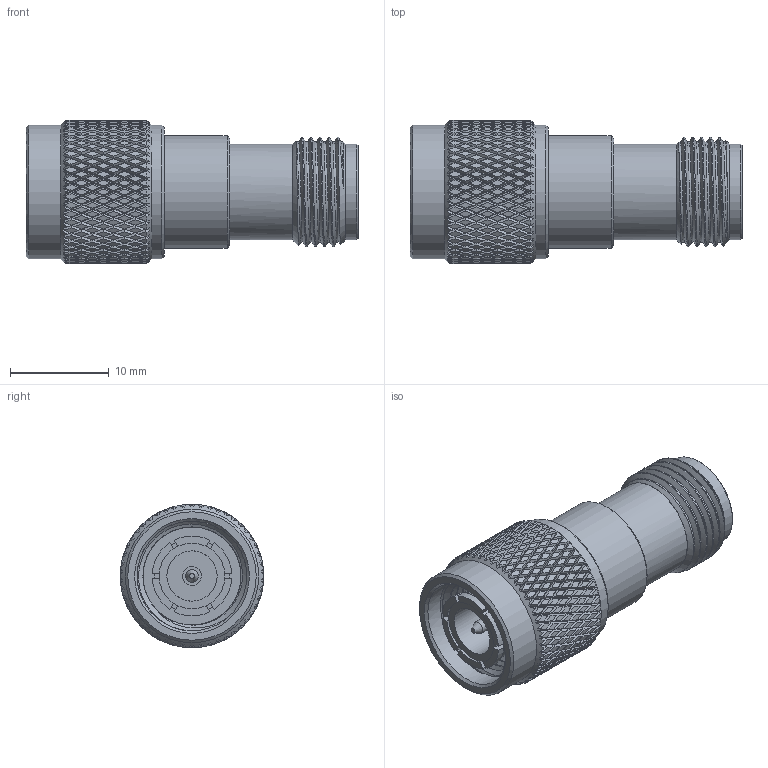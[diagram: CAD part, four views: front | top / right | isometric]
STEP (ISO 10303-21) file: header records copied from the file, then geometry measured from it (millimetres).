
FILE_DESCRIPTION (( 'STEP AP203' ), '1' );
FILE_NAME ('SM4463_3D.step', '2020-10-16T18:25:11', ( '' ), ( '' ), 'SwSTEP 2.0', 'SolidWorks 2018', '' );
FILE_SCHEMA (( 'CONFIG_CONTROL_DESIGN' ));
Products named in the file (1): SM4463_3D
Bounding box: 33.6 x 14.5 x 14.5 mm (x, y, z)
Volume: 2997.3 mm3; surface area: 2925.2 mm2
Topology: 1 solids, 1 shells, 2386 faces, 5096 edges, 2724 vertices
Faces by surface type: bspline 1806, cylinder 492, plane 63, cone 25
Full cylindrical faces by diameter (mm): 1.27 x1, 1.346 x1, 1.854 x1, 1.905 x1, 4.572 x1, 5.08 x1, 7.569 x1, 9.652 x2, 11.112 x6, 11.43 x1, 13.513 x2
Entity records: 93050 total; most frequent: CARTESIAN_POINT 62351, ORIENTED_EDGE 10072, EDGE_CURVE 5036, VERTEX_POINT 2697, EDGE_LOOP 2417, FACE_OUTER_BOUND 2392, ADVANCED_FACE 2379, B_SPLINE_CURVE_WITH_KNOTS 2088
